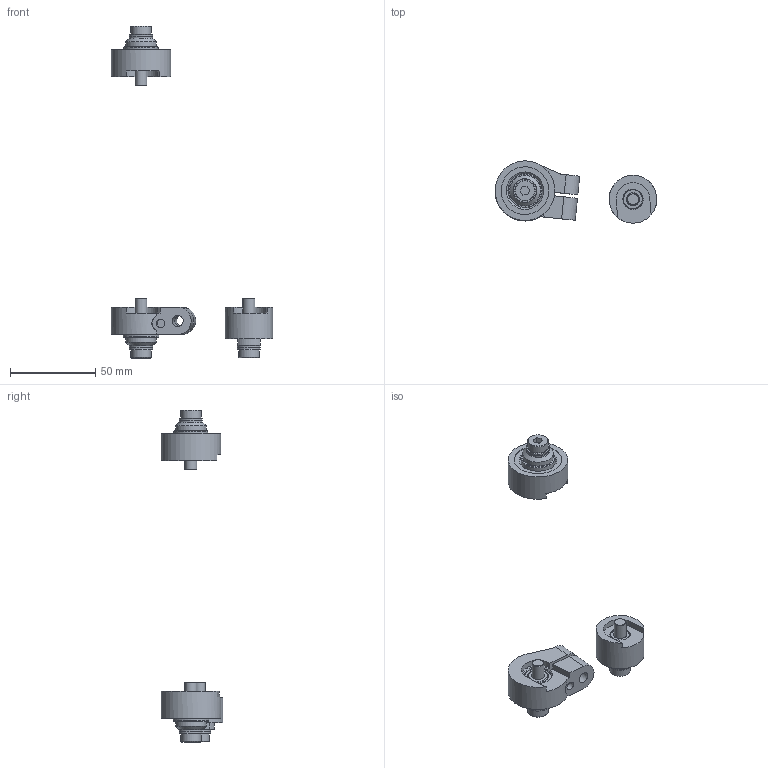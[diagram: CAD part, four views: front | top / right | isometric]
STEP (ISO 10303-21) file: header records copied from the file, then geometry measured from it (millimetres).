
FILE_DESCRIPTION(/* description */ (''),/* implementation_level */ '2;1');
FILE_NAME(/* name */ 'Rohloff-A12-142-Syntace.stp',/* time_stamp */ '2015-09-24T13:47:34+02:00',/* author */ ('mathias'),/* organization */ (''),/* preprocessor_version */ 'ST-DEVELOPER v15.6',/* originating_system */ 'Autodesk Inventor 2015',/* authorisation */ '');
FILE_SCHEMA (('AUTOMOTIVE_DESIGN { 1 0 10303 214 3 1 1 }'));
Length unit declared in the file: millimetre
Products named in the file (10): A12-Ausfallende-Syntace-X12-links; A12-Ausfallende-Syntace-X12-rechts; A12-Ausfallende-Syntace-X12-rechts-M12x1; OA86A; OA88C; OA89C; OA90A; OA105N; OA109A; Rohloff-A12-142-Syntace
Bounding box: 94.78 x 36.26 x 194.6 mm (x, y, z)
Volume: 48794.4 mm3; surface area: 25076.5 mm2
Topology: 14 solids, 14 shells, 521 faces, 1348 edges, 868 vertices
Faces by surface type: plane 420, cylinder 52, cone 41, torus 8
Full cylindrical faces by diameter (mm): 5 x1, 6.5 x2, 7 x3, 7.1 x3, 7.2 x3, 9.8 x1, 10.917 x1, 12 x8, 12.5 x1, 13.5 x6, 16 x1, 18 x2, 20 x2, 21 x1, 28 x2, 35 x1
Entity records: 7179 total; most frequent: CARTESIAN_POINT 1241, DIRECTION 1218, ORIENTED_EDGE 1078, EDGE_CURVE 539, AXIS2_PLACEMENT_3D 427, VERTEX_POINT 376, LINE 364, VECTOR 364
